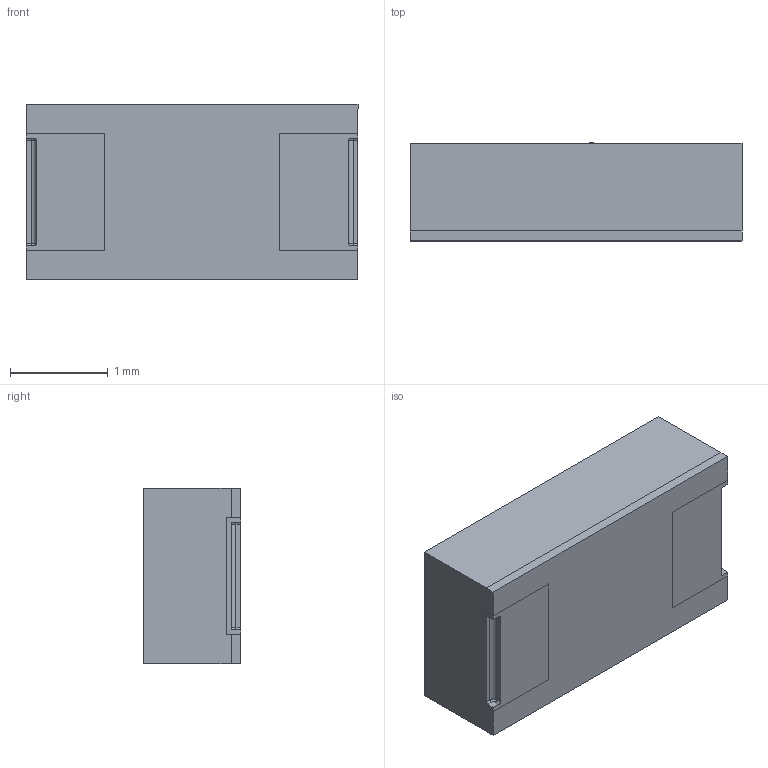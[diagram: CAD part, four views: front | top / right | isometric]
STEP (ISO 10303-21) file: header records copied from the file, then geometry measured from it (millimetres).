
FILE_DESCRIPTION (( 'STEP AP214' ), '1' );
FILE_NAME ('CTSss3216I_L3.2W1.6H1S0.8F1.2.STEP', '2016-06-14T17:20:25', ( '' ), ( '' ), 'SwSTEP 2.0', 'SolidWorks 2014', '' );
FILE_SCHEMA (( 'AUTOMOTIVE_DESIGN' ));
Length unit declared in the file: millimetre
Products named in the file (5): Ta_SMT_P-Case_Cathode-3216; T529_P-Case3216; Ta_SMT_P-Case_Anode+3216; Ta_SMT_P-Case_SubstrateBoard3216; CTSss3216I_L3.2W1.6H1S0.8F1.2
Assembly tree (4 placements, depth 2):
  CTSss3216I_L3.2W1.6H1S0.8F1.2
    T529_P-Case3216
    Ta_SMT_P-Case_Anode+3216
    Ta_SMT_P-Case_Cathode-3216
    Ta_SMT_P-Case_SubstrateBoard3216
Bounding box: 3.4 x 1 x 1.8 mm (x, y, z)
Volume: 6.1 mm3; surface area: 39.5 mm2
Topology: 7 solids, 7 shells, 127 faces, 331 edges, 218 vertices
Faces by surface type: plane 113, cylinder 10, torus 4
Entity records: 4677 total; most frequent: CARTESIAN_POINT 683, ORIENTED_EDGE 662, DIRECTION 623, EDGE_CURVE 331, VECTOR 307, LINE 307, VERTEX_POINT 218, AXIS2_PLACEMENT_3D 158
